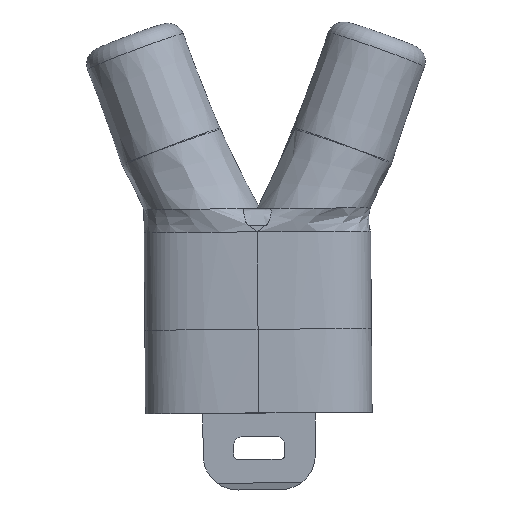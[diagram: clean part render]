
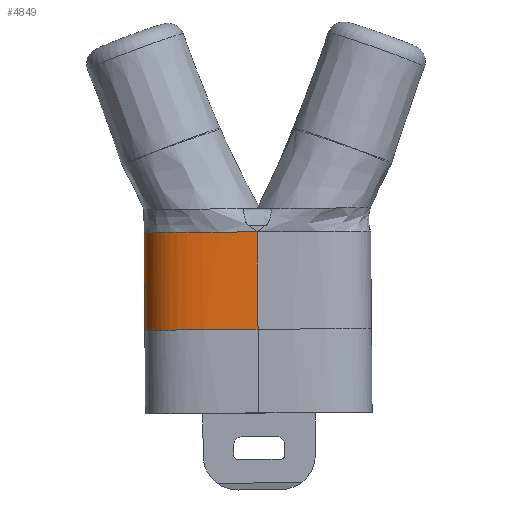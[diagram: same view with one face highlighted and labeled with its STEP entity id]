
A CAD part, top view. The second image highlights one B-rep face of the part: STEP entity #4849.
In plain terms, the highlighted free-form (B-spline) face has degree [3, 1] with [12, 2] control points.
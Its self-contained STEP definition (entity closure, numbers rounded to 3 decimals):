
#383=FACE_OUTER_BOUND('',#653,.T.);
#653=EDGE_LOOP('',(#3561,#3562,#3563,#3564,#3565));
#950=LINE('',#8944,#1248);
#951=LINE('',#8982,#1249);
#1248=VECTOR('',#5526,10.);
#1249=VECTOR('',#5527,10.);
#1570=B_SPLINE_CURVE_WITH_KNOTS('',3,(#8546,#8547,#8548,#8549,#8550,#8551,
#8552,#8553,#8554,#8555,#8556,#8557,#8558,#8559,#8560,#8561),
 .UNSPECIFIED.,.F.,.F.,(4,3,3,3,3,4),(-3.649,-3.044,
-2.581,-2.098,-1.338,-0.034),
 .UNSPECIFIED.);
#1571=B_SPLINE_CURVE_WITH_KNOTS('',3,(#8562,#8563,#8564,#8565),
 .UNSPECIFIED.,.F.,.F.,(4,4),(-0.034,0.),.UNSPECIFIED.);
#1587=B_SPLINE_CURVE_WITH_KNOTS('',3,(#8970,#8971,#8972,#8973,#8974,#8975,
#8976,#8977,#8978,#8979,#8980,#8981),.UNSPECIFIED.,.F.,.F.,(4,2,2,2,2,4),
(-2.752,-1.75,-1.187,-0.817,
-0.462,0.),.UNSPECIFIED.);
#1968=VERTEX_POINT('',#8104);
#1978=VERTEX_POINT('',#8424);
#1983=VERTEX_POINT('',#8545);
#2000=VERTEX_POINT('',#8931);
#2001=VERTEX_POINT('',#8969);
#2568=EDGE_CURVE('',#1968,#1983,#1570,.T.);
#2569=EDGE_CURVE('',#1983,#1978,#1571,.T.);
#2598=EDGE_CURVE('',#2000,#1968,#950,.T.);
#2599=EDGE_CURVE('',#2001,#2000,#1587,.T.);
#2600=EDGE_CURVE('',#2001,#1978,#951,.T.);
#3561=ORIENTED_EDGE('',*,*,#2568,.F.);
#3562=ORIENTED_EDGE('',*,*,#2598,.F.);
#3563=ORIENTED_EDGE('',*,*,#2599,.F.);
#3564=ORIENTED_EDGE('',*,*,#2600,.T.);
#3565=ORIENTED_EDGE('',*,*,#2569,.F.);
#4692=B_SPLINE_SURFACE_WITH_KNOTS('',3,1,((#8945,#8946),(#8947,#8948),(#8949,
#8950),(#8951,#8952),(#8953,#8954),(#8955,#8956),(#8957,#8958),(#8959,#8960),
(#8961,#8962),(#8963,#8964),(#8965,#8966),(#8967,#8968)),.UNSPECIFIED.,
 .F.,.F.,.F.,(4,2,2,2,2,4),(2,2),(0.,0.462,0.817,
1.187,1.75,2.752),(-2.68,
1.58),.UNSPECIFIED.);
#4849=ADVANCED_FACE('',(#383),#4692,.T.);
#5526=DIRECTION('',(-0.342,-0.035,0.939));
#5527=DIRECTION('',(-0.342,-0.035,0.939));
#8104=CARTESIAN_POINT('',(-33.963,0.604,-57.364));
#8424=CARTESIAN_POINT('',(-10.898,-10.889,-49.396));
#8545=CARTESIAN_POINT('',(-11.213,-10.889,-49.511));
#8546=CARTESIAN_POINT('Ctrl Pts',(-33.963,0.604,-57.364));
#8547=CARTESIAN_POINT('Ctrl Pts',(-33.895,-0.936,
-57.396));
#8548=CARTESIAN_POINT('Ctrl Pts',(-33.62,-2.482,-57.354));
#8549=CARTESIAN_POINT('Ctrl Pts',(-33.014,-3.885,-57.185));
#8550=CARTESIAN_POINT('Ctrl Pts',(-32.551,-4.959,-57.057));
#8551=CARTESIAN_POINT('Ctrl Pts',(-31.895,-5.926,-56.854));
#8552=CARTESIAN_POINT('Ctrl Pts',(-31.093,-6.722,-56.591));
#8553=CARTESIAN_POINT('Ctrl Pts',(-30.256,-7.553,-56.318));
#8554=CARTESIAN_POINT('Ctrl Pts',(-29.241,-8.225,-55.973));
#8555=CARTESIAN_POINT('Ctrl Pts',(-28.179,-8.73,-55.605));
#8556=CARTESIAN_POINT('Ctrl Pts',(-26.509,-9.522,-55.027));
#8557=CARTESIAN_POINT('Ctrl Pts',(-24.727,-9.979,-54.395));
#8558=CARTESIAN_POINT('Ctrl Pts',(-22.713,-10.299,-53.674));
#8559=CARTESIAN_POINT('Ctrl Pts',(-19.256,-10.847,-52.436));
#8560=CARTESIAN_POINT('Ctrl Pts',(-15.295,-10.886,-50.996));
#8561=CARTESIAN_POINT('Ctrl Pts',(-11.214,-10.889,-49.511));
#8562=CARTESIAN_POINT('Ctrl Pts',(-11.214,-10.889,-49.511));
#8563=CARTESIAN_POINT('Ctrl Pts',(-11.108,-10.889,-49.473));
#8564=CARTESIAN_POINT('Ctrl Pts',(-11.003,-10.889,-49.434));
#8565=CARTESIAN_POINT('Ctrl Pts',(-10.898,-10.889,-49.396));
#8931=CARTESIAN_POINT('',(-26.785,1.337,-77.085));
#8944=CARTESIAN_POINT('',(-30.545,0.953,-66.755));
#8945=CARTESIAN_POINT('Ctrl Pts',(-21.385,1.888,-91.922));
#8946=CARTESIAN_POINT('Ctrl Pts',(-35.945,0.402,-51.919));
#8947=CARTESIAN_POINT('Ctrl Pts',(-21.316,0.349,-91.954));
#8948=CARTESIAN_POINT('Ctrl Pts',(-35.877,-1.137,-51.951));
#8949=CARTESIAN_POINT('Ctrl Pts',(-21.045,-1.19,-91.912));
#8950=CARTESIAN_POINT('Ctrl Pts',(-35.605,-2.676,-51.909));
#8951=CARTESIAN_POINT('Ctrl Pts',(-19.971,-3.678,-91.614));
#8952=CARTESIAN_POINT('Ctrl Pts',(-34.531,-5.165,-51.61));
#8953=CARTESIAN_POINT('Ctrl Pts',(-19.333,-4.623,-91.417));
#8954=CARTESIAN_POINT('Ctrl Pts',(-33.893,-6.109,-51.413));
#8955=CARTESIAN_POINT('Ctrl Pts',(-17.661,-6.285,-90.871));
#8956=CARTESIAN_POINT('Ctrl Pts',(-32.222,-7.772,-50.867));
#8957=CARTESIAN_POINT('Ctrl Pts',(-16.665,-6.937,-90.532));
#8958=CARTESIAN_POINT('Ctrl Pts',(-31.225,-8.424,-50.528));
#8959=CARTESIAN_POINT('Ctrl Pts',(-13.982,-8.219,-89.603));
#8960=CARTESIAN_POINT('Ctrl Pts',(-28.543,-9.705,-49.6));
#8961=CARTESIAN_POINT('Ctrl Pts',(-12.119,-8.703,-88.943));
#8962=CARTESIAN_POINT('Ctrl Pts',(-26.679,-10.19,-48.939));
#8963=CARTESIAN_POINT('Ctrl Pts',(-6.595,-9.573,-86.965));
#8964=CARTESIAN_POINT('Ctrl Pts',(-21.155,-11.059,-46.961));
#8965=CARTESIAN_POINT('Ctrl Pts',(-2.513,-9.605,-85.48));
#8966=CARTESIAN_POINT('Ctrl Pts',(-17.073,-11.091,-45.477));
#8967=CARTESIAN_POINT('Ctrl Pts',(1.68,-9.605,-83.954));
#8968=CARTESIAN_POINT('Ctrl Pts',(-12.88,-11.091,-43.95));
#8969=CARTESIAN_POINT('',(-3.72,-10.156,-69.117));
#8970=CARTESIAN_POINT('Ctrl Pts',(-3.72,-10.156,-69.117));
#8971=CARTESIAN_POINT('Ctrl Pts',(-7.913,-10.156,-70.644));
#8972=CARTESIAN_POINT('Ctrl Pts',(-11.995,-10.124,-72.128));
#8973=CARTESIAN_POINT('Ctrl Pts',(-17.519,-9.255,-74.106));
#8974=CARTESIAN_POINT('Ctrl Pts',(-19.383,-8.77,-74.767));
#8975=CARTESIAN_POINT('Ctrl Pts',(-22.065,-7.488,-75.695));
#8976=CARTESIAN_POINT('Ctrl Pts',(-23.062,-6.837,-76.034));
#8977=CARTESIAN_POINT('Ctrl Pts',(-24.733,-5.174,-76.58));
#8978=CARTESIAN_POINT('Ctrl Pts',(-25.371,-4.229,-76.777));
#8979=CARTESIAN_POINT('Ctrl Pts',(-26.445,-1.741,-77.076));
#8980=CARTESIAN_POINT('Ctrl Pts',(-26.717,-0.202,-77.118));
#8981=CARTESIAN_POINT('Ctrl Pts',(-26.785,1.337,-77.085));
#8982=CARTESIAN_POINT('',(-7.48,-10.54,-58.787));
